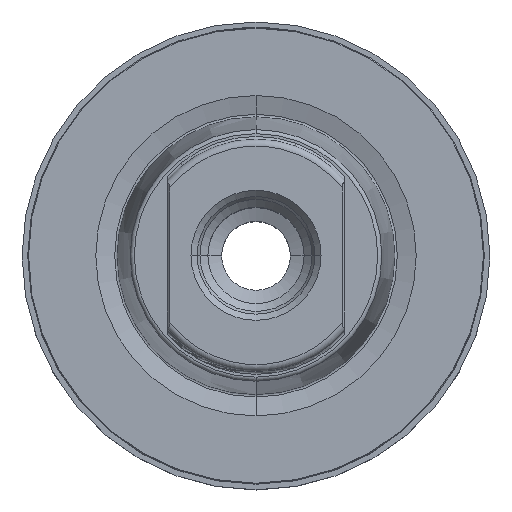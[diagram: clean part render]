
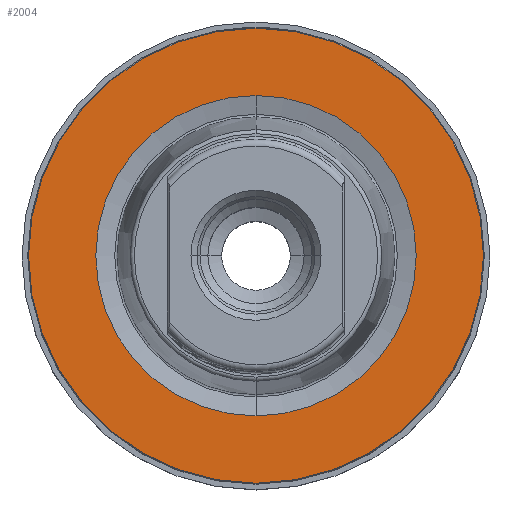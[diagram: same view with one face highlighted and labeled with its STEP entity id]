
A CAD part, top view. The second image highlights one B-rep face of the part: STEP entity #2004.
In plain terms, the highlighted planar face has unit normal (0, 0, 1).
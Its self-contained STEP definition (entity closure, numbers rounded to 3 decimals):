
#743=CARTESIAN_POINT('',(0.,0.,0.));
#744=DIRECTION('',(0.,0.,1.));
#745=DIRECTION('',(0.,-1.,0.));
#746=AXIS2_PLACEMENT_3D('',#743,#744,#745);
#751=CARTESIAN_POINT('',(0.,0.,0.));
#752=DIRECTION('',(0.,0.,-1.));
#753=DIRECTION('',(0.,-1.,0.));
#754=AXIS2_PLACEMENT_3D('',#751,#752,#753);
#759=CARTESIAN_POINT('',(0.,0.,0.));
#760=DIRECTION('',(0.,0.,1.));
#761=DIRECTION('',(0.,-1.,0.));
#762=AXIS2_PLACEMENT_3D('',#759,#760,#761);
#767=CARTESIAN_POINT('',(0.,0.,0.));
#768=DIRECTION('',(0.,0.,-1.));
#769=DIRECTION('',(0.,-1.,0.));
#770=AXIS2_PLACEMENT_3D('',#767,#768,#769);
#1257=CARTESIAN_POINT('',(0.,-11.651,0.));
#1259=VERTEX_POINT('',#1257);
#1271=CARTESIAN_POINT('',(0.,11.651,0.));
#1273=VERTEX_POINT('',#1271);
#1290=CARTESIAN_POINT('',(0.,-16.542,0.));
#1292=VERTEX_POINT('',#1290);
#1294=CARTESIAN_POINT('',(0.,16.542,0.));
#1296=VERTEX_POINT('',#1294);
#1989=CARTESIAN_POINT('',(0.,0.,0.));
#1990=DIRECTION('',(0.,0.,-1.));
#1991=DIRECTION('',(0.,1.,0.));
#1992=AXIS2_PLACEMENT_3D('',#1989,#1990,#1991);
#1993=PLANE('',#1992);
#1995=ORIENTED_EDGE('',*,*,#1994,.F.);
#1997=ORIENTED_EDGE('',*,*,#1996,.T.);
#1998=EDGE_LOOP('',(#1995,#1997));
#1999=FACE_OUTER_BOUND('',#1998,.F.);
#2000=ORIENTED_EDGE('',*,*,#1982,.F.);
#2001=ORIENTED_EDGE('',*,*,#1971,.T.);
#2002=EDGE_LOOP('',(#2000,#2001));
#2003=FACE_BOUND('',#2002,.F.);
#747=CIRCLE('',#746,11.651);
#755=CIRCLE('',#754,11.651);
#763=CIRCLE('',#762,16.542);
#771=CIRCLE('',#770,16.542);
#1971=EDGE_CURVE('',#1259,#1273,#747,.T.);
#1982=EDGE_CURVE('',#1259,#1273,#755,.T.);
#1994=EDGE_CURVE('',#1292,#1296,#763,.T.);
#1996=EDGE_CURVE('',#1292,#1296,#771,.T.);
#2004=ADVANCED_FACE('',(#1999,#2003),#1993,.F.);
